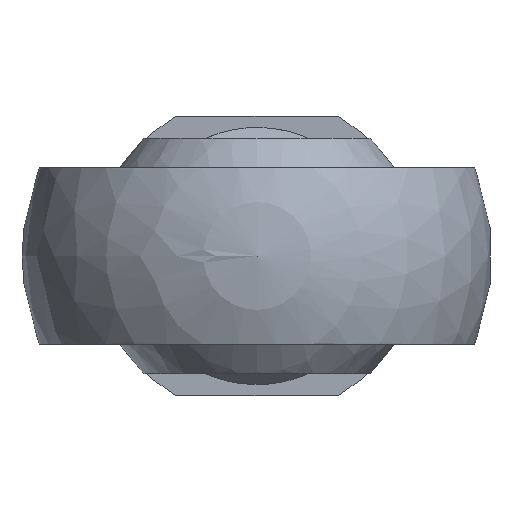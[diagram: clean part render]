
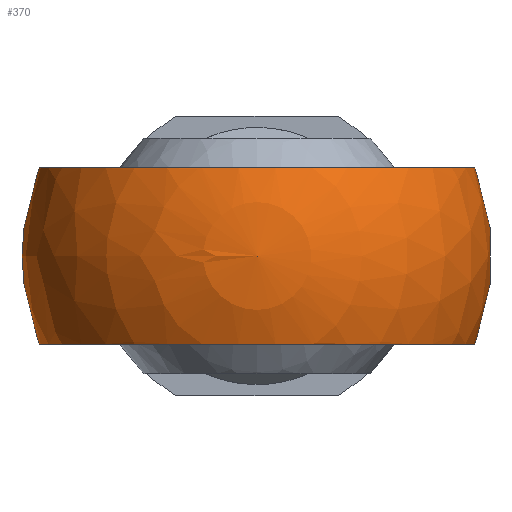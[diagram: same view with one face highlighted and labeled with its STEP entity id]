
A CAD part, left-side view. The second image highlights one B-rep face of the part: STEP entity #370.
In plain terms, the highlighted spherical face has radius 16 mm.
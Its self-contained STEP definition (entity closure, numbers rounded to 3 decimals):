
#80=SPHERICAL_SURFACE('',#397,16.);
#93=CIRCLE('',#398,16.);
#94=CIRCLE('',#399,13.916);
#95=CIRCLE('',#400,14.832);
#96=CIRCLE('',#401,13.916);
#97=CIRCLE('',#402,14.832);
#98=CIRCLE('',#403,13.916);
#117=VERTEX_POINT('',#456);
#118=VERTEX_POINT('',#457);
#119=VERTEX_POINT('',#459);
#120=VERTEX_POINT('',#461);
#121=VERTEX_POINT('',#463);
#122=VERTEX_POINT('',#465);
#180=EDGE_CURVE('',#117,#118,#93,.T.);
#181=EDGE_CURVE('',#119,#117,#94,.F.);
#182=EDGE_CURVE('',#119,#120,#95,.T.);
#183=EDGE_CURVE('',#121,#120,#96,.F.);
#184=EDGE_CURVE('',#121,#122,#97,.T.);
#185=EDGE_CURVE('',#117,#122,#98,.F.);
#229=ORIENTED_EDGE('',*,*,#180,.T.);
#230=ORIENTED_EDGE('',*,*,#180,.F.);
#231=ORIENTED_EDGE('',*,*,#181,.F.);
#232=ORIENTED_EDGE('',*,*,#182,.T.);
#233=ORIENTED_EDGE('',*,*,#183,.F.);
#234=ORIENTED_EDGE('',*,*,#184,.T.);
#235=ORIENTED_EDGE('',*,*,#185,.F.);
#310=EDGE_LOOP('',(#229,#230,#231,#232,#233,#234,#235));
#340=FACE_BOUND('',#310,.T.);
#370=ADVANCED_FACE('',(#340),#80,.T.);
#397=AXIS2_PLACEMENT_3D('',#454,#562,#563);
#398=AXIS2_PLACEMENT_3D('',#455,#564,#565);
#399=AXIS2_PLACEMENT_3D('',#458,#566,#567);
#400=AXIS2_PLACEMENT_3D('',#460,#568,#569);
#401=AXIS2_PLACEMENT_3D('',#462,#570,#571);
#402=AXIS2_PLACEMENT_3D('',#464,#572,#573);
#403=AXIS2_PLACEMENT_3D('',#466,#574,#575);
#454=CARTESIAN_POINT('',(0.,0.,0.));
#455=CARTESIAN_POINT('',(0.,0.,0.));
#456=CARTESIAN_POINT('',(7.896,13.916,0.));
#457=CARTESIAN_POINT('',(-16.,0.,0.));
#458=CARTESIAN_POINT('',(7.896,0.,0.));
#459=CARTESIAN_POINT('',(7.896,12.556,-6.));
#460=CARTESIAN_POINT('',(0.,0.,-6.));
#461=CARTESIAN_POINT('',(7.896,-12.556,-6.));
#462=CARTESIAN_POINT('',(7.896,0.,0.));
#463=CARTESIAN_POINT('',(7.896,-12.556,6.));
#464=CARTESIAN_POINT('',(0.,0.,6.));
#465=CARTESIAN_POINT('',(7.896,12.556,6.));
#466=CARTESIAN_POINT('',(7.896,0.,0.));
#562=DIRECTION('',(1.,0.,0.));
#563=DIRECTION('',(0.,1.,0.));
#564=DIRECTION('',(0.,0.,1.));
#565=DIRECTION('',(0.,16.,0.));
#566=DIRECTION('',(-1.,0.,0.));
#567=DIRECTION('',(0.,0.,13.916));
#568=DIRECTION('',(0.,0.,1.));
#569=DIRECTION('',(0.,-14.832,0.));
#570=DIRECTION('',(-1.,0.,0.));
#571=DIRECTION('',(0.,0.,13.916));
#572=DIRECTION('',(0.,0.,-1.));
#573=DIRECTION('',(0.,14.832,0.));
#574=DIRECTION('',(-1.,0.,0.));
#575=DIRECTION('',(0.,0.,13.916));
